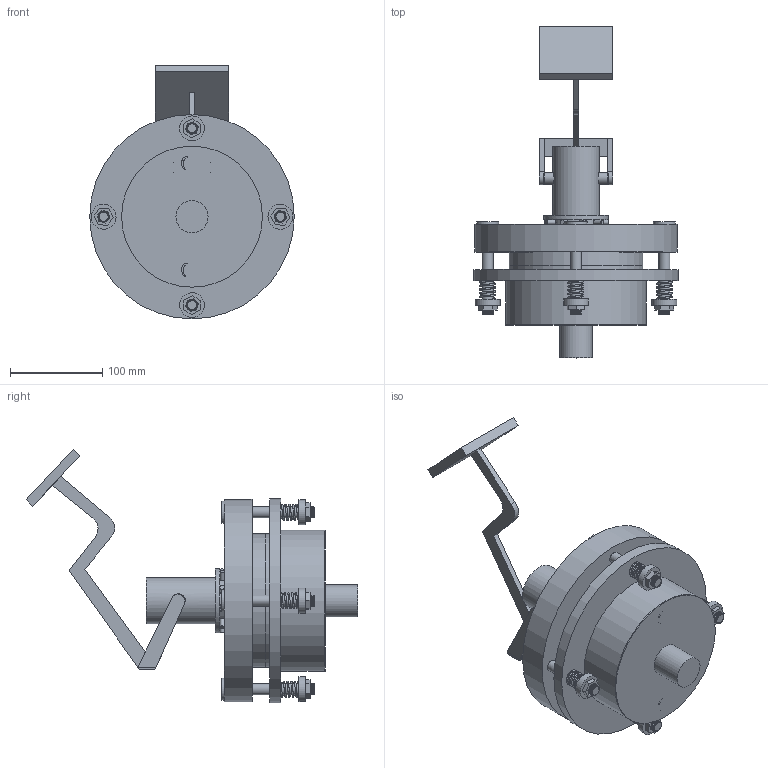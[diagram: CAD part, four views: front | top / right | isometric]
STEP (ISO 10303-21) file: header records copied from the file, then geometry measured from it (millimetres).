
FILE_DESCRIPTION(/* description */ (''),/* implementation_level */ '2;1');
FILE_NAME(/* name */ 'Single Plate Clutch .step',/* time_stamp */ '2020-11-03T20:54:18+05:00',/* author */ (''),/* organization */ (''),/* preprocessor_version */ 'ST-DEVELOPER v18.1',/* originating_system */ 'Autodesk Translation Framework v9.3.0.1241',/* authorisation */ '');
FILE_SCHEMA (('AUTOMOTIVE_DESIGN { 1 0 10303 214 3 1 1 }'));
Length unit declared in the file: millimetre
Products named in the file (12): Single Plate Clutch; Clutch Shaft; Flywheel; Pressure Plate; Friction Liner; Clutch Plate; Driving Shaft (1); Thrust Bearing; Spring; Pin (1); component; Clutch Pedal (1)
Assembly tree (12 placements, depth 2):
  Single Plate Clutch
    Clutch Shaft
    Flywheel
    Pressure Plate
    Friction Liner
    Clutch Plate
    Driving Shaft (1)
    Spring  x2
    Thrust Bearing
    Pin (1)
    component
    Clutch Pedal (1)
Bounding box: 222 x 360.36 x 275.68 mm (x, y, z)
Volume: 2464964 mm3; surface area: 523624.4 mm2
Topology: 34 solids, 34 shells, 345 faces, 750 edges, 501 vertices
Faces by surface type: plane 195, cylinder 128, bspline 14, cone 8
Full cylindrical faces by diameter (mm): 9.837 x20, 11.834 x20, 12 x12, 13 x1, 15 x1, 24 x4, 27 x4, 35 x3, 50 x5, 54 x1, 70 x2, 80 x5, 92 x1, 132 x1, 145 x2, 153 x2, 220 x1, 222 x1
Entity records: 20932 total; most frequent: CARTESIAN_POINT 12991, ORIENTED_EDGE 1518, DIRECTION 1507, EDGE_CURVE 759, AXIS2_PLACEMENT_3D 545, VERTEX_POINT 513, LINE 417, VECTOR 417
